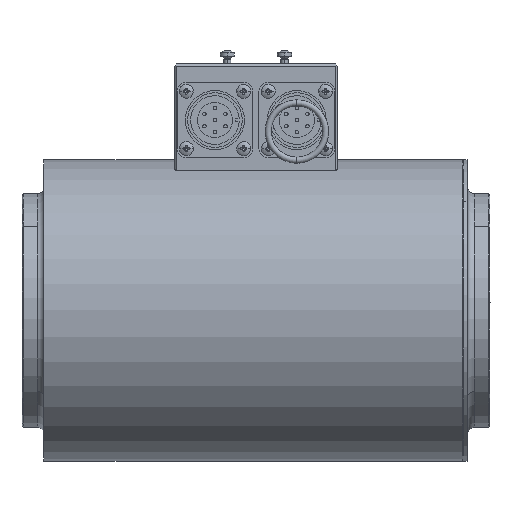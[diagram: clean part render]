
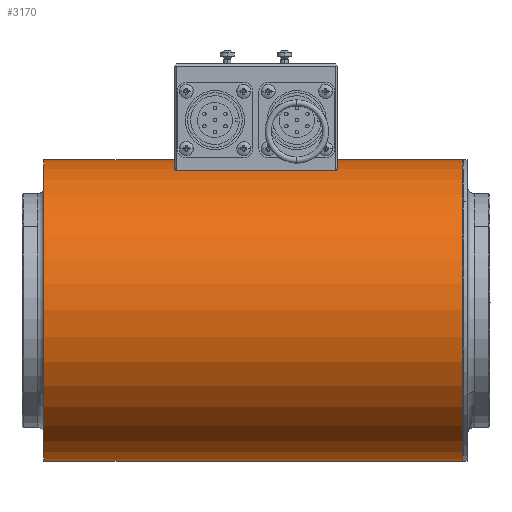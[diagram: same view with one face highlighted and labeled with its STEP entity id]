
A CAD part, front view. The second image highlights one B-rep face of the part: STEP entity #3170.
In plain terms, the highlighted cylindrical face has radius 64.5 mm (diameter 129 mm), a partial arc.
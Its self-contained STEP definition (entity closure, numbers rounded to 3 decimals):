
#3170=ADVANCED_FACE('',(#7044),#7045,.T.);
#7044=FACE_OUTER_BOUND('',#11932,.T.);
#7045=CYLINDRICAL_SURFACE('',#11933,64.5);
#11932=EDGE_LOOP('',(#19389,#19390,#19391,#19392));
#11933=AXIS2_PLACEMENT_3D('',#19393,#19394,#19395);
#19389=ORIENTED_EDGE('',*,*,#32484,.F.);
#19390=ORIENTED_EDGE('',*,*,#32485,.T.);
#19391=ORIENTED_EDGE('',*,*,#32486,.F.);
#19392=ORIENTED_EDGE('',*,*,#32325,.T.);
#19393=CARTESIAN_POINT('',(0.0,0.0,0.0));
#19394=DIRECTION('',(0.0,0.0,-1.0));
#19395=DIRECTION('',(1.0,0.0,0.0));
#32325=EDGE_CURVE('0:140',#39837,#39838,#39839,.T.);
#32484=EDGE_CURVE('',#40089,#39838,#40090,.T.);
#32485=EDGE_CURVE('',#40089,#40091,#40092,.T.);
#32486=EDGE_CURVE('',#39837,#40091,#40093,.T.);
#39837=VERTEX_POINT('',#51850);
#39838=VERTEX_POINT('',#51851);
#39839=CIRCLE('',#51852,64.5);
#40089=VERTEX_POINT('',#52262);
#40090=LINE('',#52263,#52264);
#40091=VERTEX_POINT('',#52265);
#40092=CIRCLE('',#52266,64.5);
#40093=LINE('',#52267,#52268);
#51850=CARTESIAN_POINT('',(-64.5,0.,-179.));
#51851=CARTESIAN_POINT('',(64.5,0.,-179.));
#51852=AXIS2_PLACEMENT_3D('',#64332,#64333,#64334);
#52262=CARTESIAN_POINT('',(64.5,0.,0.));
#52263=CARTESIAN_POINT('',(64.5,0.,0.0));
#52264=VECTOR('',#64558,1.0);
#52265=CARTESIAN_POINT('',(-64.5,0.,0.0));
#52266=AXIS2_PLACEMENT_3D('',#64559,#64560,#64561);
#52267=CARTESIAN_POINT('',(-64.5,0.,0.0));
#52268=VECTOR('',#64562,1.0);
#64332=CARTESIAN_POINT('',(0.0,0.0,-179.));
#64333=DIRECTION('',(0.0,0.0,1.0));
#64334=DIRECTION('',(1.0,0.0,0.0));
#64558=DIRECTION('',(0.0,0.0,-1.0));
#64559=CARTESIAN_POINT('',(0.0,0.,0.));
#64560=DIRECTION('',(0.,0.,-1.0));
#64561=DIRECTION('',(1.0,0.,0.));
#64562=DIRECTION('',(0.0,0.0,1.0));
